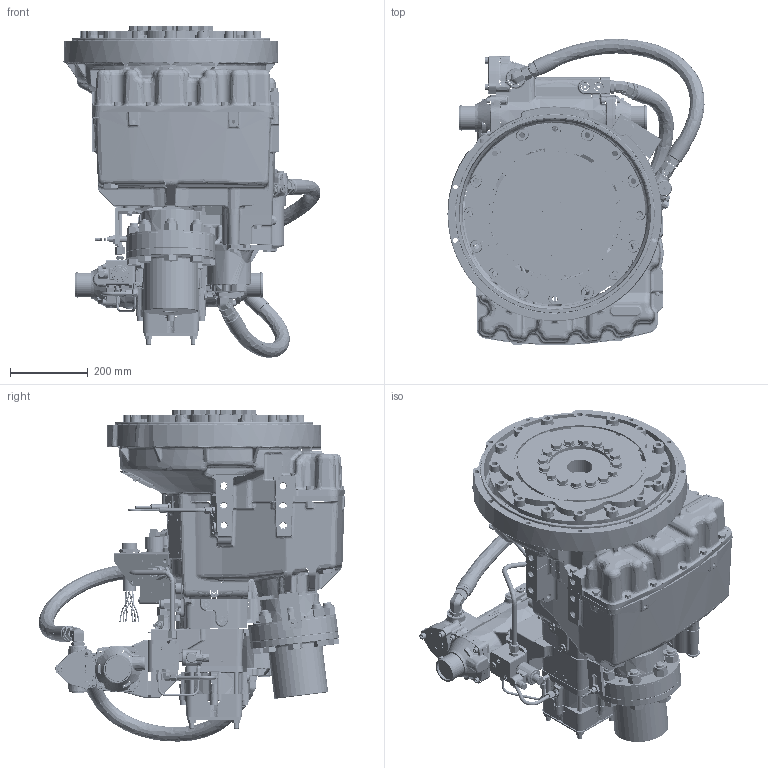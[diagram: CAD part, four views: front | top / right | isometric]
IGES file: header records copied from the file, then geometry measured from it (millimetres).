
Start section: SolidWorks IGES file using analytic representation for surfaces
Global section: file name: 1026597E.IGS; native system: SolidWorks 2015; preprocessor: SolidWorks 2015; author: dvandooren; date: 161221.165021; units: millimetre
Bounding box: 662.17 x 789.07 x 853.17 mm (x, y, z)
Surface area: 4134669.8 mm2 (no closed solid volume)
Topology: 0 solids, 0 shells, 6112 faces, 111677 edges, 111584 vertices
Faces by surface type: bspline 3554, revolution 2558
